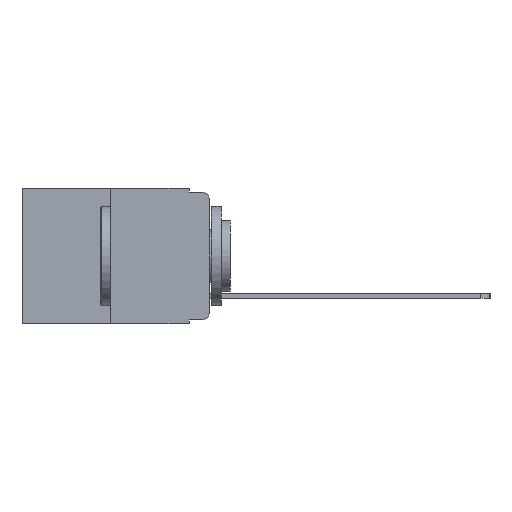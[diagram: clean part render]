
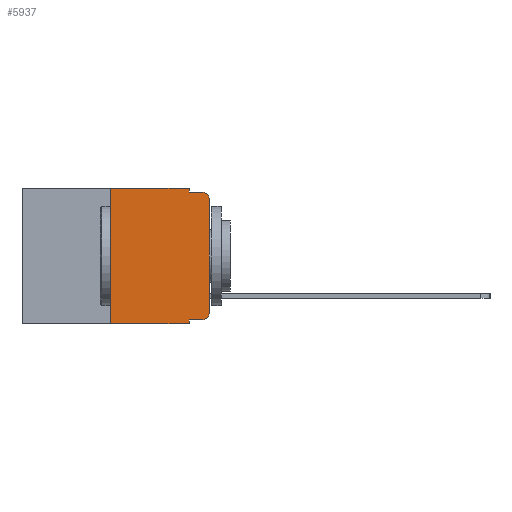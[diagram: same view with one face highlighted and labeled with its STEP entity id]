
A CAD part, left-side view. The second image highlights one B-rep face of the part: STEP entity #5937.
In plain terms, the highlighted planar face has unit normal (-1, 0, 0).
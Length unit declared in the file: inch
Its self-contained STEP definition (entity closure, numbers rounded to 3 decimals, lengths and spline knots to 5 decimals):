
#156 = CARTESIAN_POINT ( 'NONE',  ( 0., 0.25, 0. ) ) ;
#682 = AXIS2_PLACEMENT_3D ( 'NONE', #4699, #6641, #19276 ) ;
#1673 = DIRECTION ( 'NONE',  ( 0., 0., -1. ) ) ;
#2315 = LINE ( 'NONE', #16206, #15966 ) ;
#2321 = ORIENTED_EDGE ( 'NONE', *, *, #10616, .T. ) ;
#3447 = CARTESIAN_POINT ( 'NONE',  ( 0., 0.051, 0. ) ) ;
#3593 = VERTEX_POINT ( 'NONE', #5083 ) ;
#3908 = AXIS2_PLACEMENT_3D ( 'NONE', #23407, #12945, #1673 ) ;
#3914 = VERTEX_POINT ( 'NONE', #156 ) ;
#4103 = CIRCLE ( 'NONE', #3908, 0.02 ) ;
#4666 = LINE ( 'NONE', #21603, #13395 ) ;
#4699 = CARTESIAN_POINT ( 'NONE',  ( 0., 0.473, 0. ) ) ;
#4762 = VECTOR ( 'NONE', #21138, 39.37008 ) ;
#5083 = CARTESIAN_POINT ( 'NONE',  ( 0., 0., -0.313 ) ) ;
#5937 = ADVANCED_FACE ( 'NONE', ( #17737 ), #12137, .F. ) ;
#6556 = ORIENTED_EDGE ( 'NONE', *, *, #9736, .T. ) ;
#6641 = DIRECTION ( 'NONE',  ( 1., 0., 0. ) ) ;
#6682 = EDGE_CURVE ( 'NONE', #3914, #23067, #18214, .T. ) ;
#6821 = VECTOR ( 'NONE', #17909, 39.37008 ) ;
#8023 = VERTEX_POINT ( 'NONE', #18552 ) ;
#9445 = VECTOR ( 'NONE', #18201, 39.37008 ) ;
#9590 = VERTEX_POINT ( 'NONE', #22508 ) ;
#9736 = EDGE_CURVE ( 'NONE', #15399, #8023, #10359, .T. ) ;
#9763 = VERTEX_POINT ( 'NONE', #12468 ) ;
#9880 = AXIS2_PLACEMENT_3D ( 'NONE', #21416, #10831, #23135 ) ;
#10359 = LINE ( 'NONE', #19442, #4762 ) ;
#10573 = DIRECTION ( 'NONE',  ( 0., -1., 0. ) ) ;
#10613 = EDGE_CURVE ( 'NONE', #3593, #9763, #11746, .T. ) ;
#10616 = EDGE_CURVE ( 'NONE', #9763, #13288, #12876, .T. ) ;
#10618 = EDGE_CURVE ( 'NONE', #23623, #13288, #2315, .T. ) ;
#10658 = EDGE_CURVE ( 'NONE', #23067, #23623, #15407, .T. ) ;
#10687 = EDGE_CURVE ( 'NONE', #15399, #3914, #14276, .T. ) ;
#10692 = EDGE_CURVE ( 'NONE', #9590, #8023, #18979, .T. ) ;
#10831 = DIRECTION ( 'NONE',  ( -1., 0., 0. ) ) ;
#10908 = DIRECTION ( 'NONE',  ( 0., 0., -1. ) ) ;
#11129 = CARTESIAN_POINT ( 'NONE',  ( 0., 0.02, -0.01 ) ) ;
#11446 = EDGE_CURVE ( 'NONE', #9590, #17660, #4666, .T. ) ;
#11476 = EDGE_CURVE ( 'NONE', #17660, #3593, #4103, .T. ) ;
#11746 = LINE ( 'NONE', #19627, #6821 ) ;
#11786 = ORIENTED_EDGE ( 'NONE', *, *, #6682, .F. ) ;
#12137 = PLANE ( 'NONE',  #682 ) ;
#12233 = ORIENTED_EDGE ( 'NONE', *, *, #10687, .F. ) ;
#12456 = ORIENTED_EDGE ( 'NONE', *, *, #11476, .T. ) ;
#12468 = CARTESIAN_POINT ( 'NONE',  ( 0., 0., -0.03 ) ) ;
#12594 = DIRECTION ( 'NONE',  ( 0., -1., 0. ) ) ;
#12876 = CIRCLE ( 'NONE', #9880, 0.02 ) ;
#12945 = DIRECTION ( 'NONE',  ( -1., 0., 0. ) ) ;
#13098 = CARTESIAN_POINT ( 'NONE',  ( 0., 0.25, -0.343 ) ) ;
#13288 = VERTEX_POINT ( 'NONE', #11129 ) ;
#13395 = VECTOR ( 'NONE', #14691, 39.37008 ) ;
#13480 = VECTOR ( 'NONE', #10573, 39.37008 ) ;
#13765 = ORIENTED_EDGE ( 'NONE', *, *, #11446, .T. ) ;
#14276 = LINE ( 'NONE', #14640, #9445 ) ;
#14640 = CARTESIAN_POINT ( 'NONE',  ( 0., 0.25, 0. ) ) ;
#14691 = DIRECTION ( 'NONE',  ( 0., -1., 0. ) ) ;
#14971 = CARTESIAN_POINT ( 'NONE',  ( 0., 0.02, -0.333 ) ) ;
#15387 = CARTESIAN_POINT ( 'NONE',  ( 0., 0.051, -0.01 ) ) ;
#15399 = VERTEX_POINT ( 'NONE', #13098 ) ;
#15407 = LINE ( 'NONE', #3447, #19508 ) ;
#15723 = ORIENTED_EDGE ( 'NONE', *, *, #10658, .F. ) ;
#15966 = VECTOR ( 'NONE', #12594, 39.37008 ) ;
#16206 = CARTESIAN_POINT ( 'NONE',  ( 0., 0.051, -0.01 ) ) ;
#16435 = CARTESIAN_POINT ( 'NONE',  ( 0., 0.051, 0. ) ) ;
#16797 = ORIENTED_EDGE ( 'NONE', *, *, #10613, .T. ) ;
#17660 = VERTEX_POINT ( 'NONE', #14971 ) ;
#17737 = FACE_OUTER_BOUND ( 'NONE', #20388, .T. ) ;
#17782 = ORIENTED_EDGE ( 'NONE', *, *, #10692, .F. ) ;
#17807 = CARTESIAN_POINT ( 'NONE',  ( 0., 0.051, 0. ) ) ;
#17909 = DIRECTION ( 'NONE',  ( 0., 0., 1. ) ) ;
#18201 = DIRECTION ( 'NONE',  ( 0., 0., 1. ) ) ;
#18214 = LINE ( 'NONE', #19470, #13480 ) ;
#18438 = VECTOR ( 'NONE', #21637, 39.37008 ) ;
#18552 = CARTESIAN_POINT ( 'NONE',  ( 0., 0.051, -0.343 ) ) ;
#18979 = LINE ( 'NONE', #16435, #18438 ) ;
#19276 = DIRECTION ( 'NONE',  ( 0., 0., -1. ) ) ;
#19442 = CARTESIAN_POINT ( 'NONE',  ( 0., 0.473, -0.343 ) ) ;
#19470 = CARTESIAN_POINT ( 'NONE',  ( 0., 0.473, 0. ) ) ;
#19508 = VECTOR ( 'NONE', #10908, 39.37008 ) ;
#19627 = CARTESIAN_POINT ( 'NONE',  ( 0., 0., 0. ) ) ;
#19796 = ORIENTED_EDGE ( 'NONE', *, *, #10618, .F. ) ;
#20388 = EDGE_LOOP ( 'NONE', ( #16797, #2321, #19796, #15723, #11786, #12233, #6556, #17782, #13765, #12456 ) ) ;
#21138 = DIRECTION ( 'NONE',  ( 0., -1., 0. ) ) ;
#21416 = CARTESIAN_POINT ( 'NONE',  ( 0., 0.02, -0.03 ) ) ;
#21603 = CARTESIAN_POINT ( 'NONE',  ( 0., 0.051, -0.333 ) ) ;
#21637 = DIRECTION ( 'NONE',  ( 0., 0., -1. ) ) ;
#22508 = CARTESIAN_POINT ( 'NONE',  ( 0., 0.051, -0.333 ) ) ;
#23067 = VERTEX_POINT ( 'NONE', #17807 ) ;
#23135 = DIRECTION ( 'NONE',  ( 0., 0., -1. ) ) ;
#23407 = CARTESIAN_POINT ( 'NONE',  ( 0., 0.02, -0.313 ) ) ;
#23623 = VERTEX_POINT ( 'NONE', #15387 ) ;
